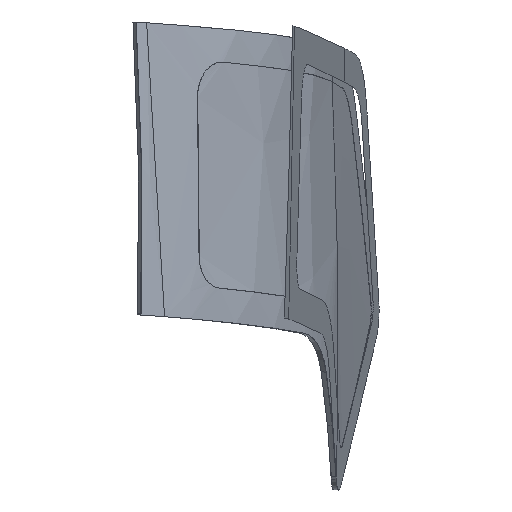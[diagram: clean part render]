
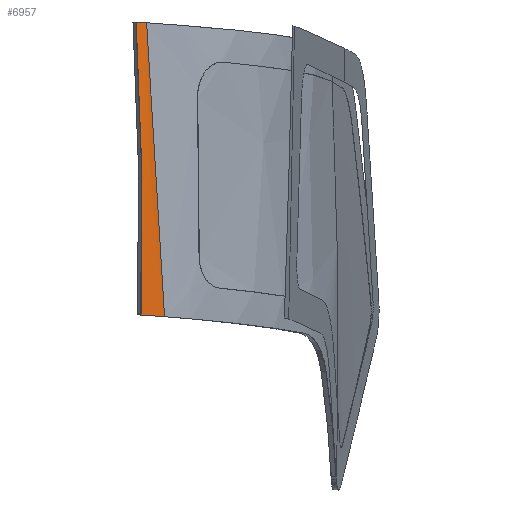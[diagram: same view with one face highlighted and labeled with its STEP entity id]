
A CAD part, front view. The second image highlights one B-rep face of the part: STEP entity #6957.
In plain terms, the highlighted free-form (B-spline) face has degree [5, 3] with [9, 4] control points.
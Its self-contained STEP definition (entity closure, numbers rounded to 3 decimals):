
#5521=CARTESIAN_POINT('Vertex',(4289.972,-602.904,479.189)) ;
#5525=CARTESIAN_POINT('Control Point',(4289.972,-602.904,479.189)) ;
#5526=CARTESIAN_POINT('Control Point',(4290.795,-602.053,469.488)) ;
#5527=CARTESIAN_POINT('Control Point',(4291.518,-601.268,460.602)) ;
#5528=CARTESIAN_POINT('Control Point',(4292.12,-600.583,452.878)) ;
#5529=CARTESIAN_POINT('Control Point',(4293.13,-599.408,439.674)) ;
#5530=CARTESIAN_POINT('Control Point',(4294.081,-598.223,426.461)) ;
#5531=CARTESIAN_POINT('Control Point',(4294.555,-597.611,419.662)) ;
#5532=CARTESIAN_POINT('Control Point',(4295.475,-596.376,406.)) ;
#5533=CARTESIAN_POINT('Control Point',(4296.339,-595.117,392.218)) ;
#5534=CARTESIAN_POINT('Control Point',(4296.757,-594.482,385.298)) ;
#5535=CARTESIAN_POINT('Control Point',(4297.766,-592.878,367.924)) ;
#5536=CARTESIAN_POINT('Control Point',(4298.674,-591.25,350.565)) ;
#5537=CARTESIAN_POINT('Control Point',(4299.181,-590.265,340.177)) ;
#5538=CARTESIAN_POINT('Control Point',(4299.805,-588.954,326.493)) ;
#5539=CARTESIAN_POINT('Control Point',(4300.37,-587.616,312.77)) ;
#5540=CARTESIAN_POINT('Control Point',(4300.506,-587.286,309.388)) ;
#5541=CARTESIAN_POINT('Control Point',(4300.638,-586.953,306.001)) ;
#5542=CARTESIAN_POINT('Control Point',(4300.767,-586.618,302.609)) ;
#5543=CARTESIAN_POINT('Vertex',(4300.767,-586.618,302.609)) ;
#6869=CARTESIAN_POINT('Control Point',(4275.36,-614.096,480.187)) ;
#6870=CARTESIAN_POINT('Control Point',(4280.231,-610.365,479.855)) ;
#6871=CARTESIAN_POINT('Control Point',(4285.102,-606.635,479.522)) ;
#6872=CARTESIAN_POINT('Control Point',(4289.972,-602.904,479.189)) ;
#6873=CARTESIAN_POINT('Control Point',(4276.98,-612.505,461.555)) ;
#6874=CARTESIAN_POINT('Control Point',(4281.838,-608.759,461.215)) ;
#6875=CARTESIAN_POINT('Control Point',(4286.696,-605.013,460.874)) ;
#6876=CARTESIAN_POINT('Control Point',(4291.555,-601.267,460.534)) ;
#6877=CARTESIAN_POINT('Control Point',(4278.487,-610.9,442.917)) ;
#6878=CARTESIAN_POINT('Control Point',(4283.332,-607.137,442.57)) ;
#6879=CARTESIAN_POINT('Control Point',(4288.177,-603.375,442.222)) ;
#6880=CARTESIAN_POINT('Control Point',(4293.022,-599.613,441.875)) ;
#6881=CARTESIAN_POINT('Control Point',(4279.866,-609.295,424.441)) ;
#6882=CARTESIAN_POINT('Control Point',(4284.697,-605.516,424.086)) ;
#6883=CARTESIAN_POINT('Control Point',(4289.528,-601.736,423.731)) ;
#6884=CARTESIAN_POINT('Control Point',(4294.359,-597.956,423.377)) ;
#6885=CARTESIAN_POINT('Control Point',(4282.283,-606.195,389.09)) ;
#6886=CARTESIAN_POINT('Control Point',(4287.086,-602.38,388.723)) ;
#6887=CARTESIAN_POINT('Control Point',(4291.888,-598.566,388.355)) ;
#6888=CARTESIAN_POINT('Control Point',(4296.691,-594.751,387.988)) ;
#6889=CARTESIAN_POINT('Control Point',(4284.294,-603.012,353.731)) ;
#6890=CARTESIAN_POINT('Control Point',(4289.064,-599.158,353.352)) ;
#6891=CARTESIAN_POINT('Control Point',(4293.834,-595.304,352.972)) ;
#6892=CARTESIAN_POINT('Control Point',(4298.605,-591.45,352.593)) ;
#6893=CARTESIAN_POINT('Control Point',(4285.155,-601.485,337.026)) ;
#6894=CARTESIAN_POINT('Control Point',(4289.909,-597.612,336.641)) ;
#6895=CARTESIAN_POINT('Control Point',(4294.663,-593.739,336.256)) ;
#6896=CARTESIAN_POINT('Control Point',(4299.417,-589.866,335.871)) ;
#6897=CARTESIAN_POINT('Control Point',(4285.928,-599.932,320.323)) ;
#6898=CARTESIAN_POINT('Control Point',(4290.665,-596.038,319.933)) ;
#6899=CARTESIAN_POINT('Control Point',(4295.402,-592.145,319.543)) ;
#6900=CARTESIAN_POINT('Control Point',(4300.139,-588.251,319.153)) ;
#6901=CARTESIAN_POINT('Control Point',(4286.616,-598.345,303.62)) ;
#6902=CARTESIAN_POINT('Control Point',(4291.335,-594.43,303.225)) ;
#6903=CARTESIAN_POINT('Control Point',(4296.054,-590.516,302.83)) ;
#6904=CARTESIAN_POINT('Control Point',(4300.773,-586.601,302.435)) ;
#6906=CARTESIAN_POINT('Control Point',(4300.767,-586.618,302.609)) ;
#6907=CARTESIAN_POINT('Control Point',(4297.913,-588.984,302.827)) ;
#6908=CARTESIAN_POINT('Control Point',(4295.059,-591.349,303.037)) ;
#6909=CARTESIAN_POINT('Control Point',(4292.184,-593.732,303.242)) ;
#6910=CARTESIAN_POINT('Control Point',(4289.367,-596.066,303.436)) ;
#6911=CARTESIAN_POINT('Control Point',(4286.616,-598.345,303.62)) ;
#6912=CARTESIAN_POINT('Vertex',(4286.616,-598.345,303.62)) ;
#6916=CARTESIAN_POINT('Control Point',(4289.972,-602.904,479.189)) ;
#6917=CARTESIAN_POINT('Control Point',(4288.698,-603.88,479.275)) ;
#6918=CARTESIAN_POINT('Control Point',(4287.435,-604.847,479.359)) ;
#6919=CARTESIAN_POINT('Control Point',(4286.259,-605.749,479.437)) ;
#6920=CARTESIAN_POINT('Control Point',(4285.012,-606.703,479.519)) ;
#6921=CARTESIAN_POINT('Control Point',(4283.735,-607.681,479.601)) ;
#6922=CARTESIAN_POINT('Vertex',(4283.735,-607.681,479.601)) ;
#6926=CARTESIAN_POINT('Control Point',(4286.634,-598.372,304.286)) ;
#6927=CARTESIAN_POINT('Control Point',(4287.081,-599.064,321.725)) ;
#6928=CARTESIAN_POINT('Control Point',(4287.343,-599.823,339.219)) ;
#6929=CARTESIAN_POINT('Control Point',(4287.425,-600.638,356.75)) ;
#6930=CARTESIAN_POINT('Control Point',(4287.271,-602.029,384.836)) ;
#6931=CARTESIAN_POINT('Control Point',(4286.645,-603.567,412.921)) ;
#6932=CARTESIAN_POINT('Control Point',(4286.342,-604.165,423.451)) ;
#6933=CARTESIAN_POINT('Control Point',(4285.844,-604.994,437.483)) ;
#6934=CARTESIAN_POINT('Control Point',(4285.222,-605.863,451.518)) ;
#6935=CARTESIAN_POINT('Control Point',(4285.058,-606.083,455.026)) ;
#6936=CARTESIAN_POINT('Control Point',(4284.716,-606.528,462.045)) ;
#6937=CARTESIAN_POINT('Control Point',(4284.342,-606.983,469.068)) ;
#6938=CARTESIAN_POINT('Control Point',(4284.148,-607.213,472.573)) ;
#6939=CARTESIAN_POINT('Control Point',(4283.945,-607.446,476.087)) ;
#6940=CARTESIAN_POINT('Control Point',(4283.735,-607.681,479.601)) ;
#6941=CARTESIAN_POINT('Vertex',(4286.634,-598.372,304.286)) ;
#6945=CARTESIAN_POINT('Control Point',(4286.634,-598.372,304.286)) ;
#6946=CARTESIAN_POINT('Control Point',(4286.628,-598.363,304.064)) ;
#6947=CARTESIAN_POINT('Control Point',(4286.622,-598.354,303.842)) ;
#6948=CARTESIAN_POINT('Control Point',(4286.616,-598.345,303.62)) ;
#6951=ORIENTED_EDGE('',*,*,#6914,.F.) ;
#6952=ORIENTED_EDGE('',*,*,#5545,.F.) ;
#6953=ORIENTED_EDGE('',*,*,#6924,.T.) ;
#6954=ORIENTED_EDGE('',*,*,#6943,.F.) ;
#6955=ORIENTED_EDGE('',*,*,#6949,.T.) ;
#6957=ADVANCED_FACE('MAC new glass 0719',(#6956),#6868,.T.) ;
#5524=B_SPLINE_CURVE_WITH_KNOTS('',5,(#5525,#5526,#5527,#5528,#5529,#5530,#5531,#5532,#5533,#5534,#5535,#5536,#5537,#5538,#5539,#5540,#5541,#5542),.UNSPECIFIED.,.F.,.U.,(6,3,3,3,3,6),(-80.944,0.,85.007,170.013,298.177,340.026),.UNSPECIFIED.) ;
#6905=B_SPLINE_CURVE_WITH_KNOTS('',5,(#6906,#6907,#6908,#6909,#6910,#6911),.UNSPECIFIED.,.F.,.U.,(6,6),(0.,51.047),.UNSPECIFIED.) ;
#6915=B_SPLINE_CURVE_WITH_KNOTS('',5,(#6916,#6917,#6918,#6919,#6920,#6921),.UNSPECIFIED.,.F.,.U.,(6,6),(0.,21.086),.UNSPECIFIED.) ;
#6925=B_SPLINE_CURVE_WITH_KNOTS('',5,(#6926,#6927,#6928,#6929,#6930,#6931,#6932,#6933,#6934,#6935,#6936,#6937,#6938,#6939,#6940),.UNSPECIFIED.,.F.,.U.,(6,3,3,3,6),(0.,217.937,348.744,392.345,435.938),.UNSPECIFIED.) ;
#6944=B_SPLINE_CURVE_WITH_KNOTS('',3,(#6945,#6946,#6947,#6948),.UNSPECIFIED.,.F.,.U.,(4,4),(0.,1.175),.UNSPECIFIED.) ;
#6868=B_SPLINE_SURFACE_WITH_KNOTS('',5,3,((#6869,#6870,#6871,#6872),(#6873,#6874,#6875,#6876),(#6877,#6878,#6879,#6880),(#6881,#6882,#6883,#6884),(#6885,#6886,#6887,#6888),(#6889,#6890,#6891,#6892),(#6893,#6894,#6895,#6896),(#6897,#6898,#6899,#6900),(#6901,#6902,#6903,#6904)),.UNSPECIFIED.,.F.,.F.,.U.,(6,3,6),(4,4),(-0.036,93.711,177.593),(51.567,70.),.UNSPECIFIED.) ;
#5545=EDGE_CURVE('',#5522,#5544,#5524,.T.) ;
#6914=EDGE_CURVE('',#5544,#6913,#6905,.T.) ;
#6924=EDGE_CURVE('',#5522,#6923,#6915,.T.) ;
#6943=EDGE_CURVE('',#6942,#6923,#6925,.T.) ;
#6949=EDGE_CURVE('',#6942,#6913,#6944,.T.) ;
#6950=EDGE_LOOP('',(#6951,#6952,#6953,#6954,#6955)) ;
#6956=FACE_OUTER_BOUND('',#6950,.T.) ;
#5522=VERTEX_POINT('',#5521) ;
#5544=VERTEX_POINT('',#5543) ;
#6913=VERTEX_POINT('',#6912) ;
#6923=VERTEX_POINT('',#6922) ;
#6942=VERTEX_POINT('',#6941) ;
